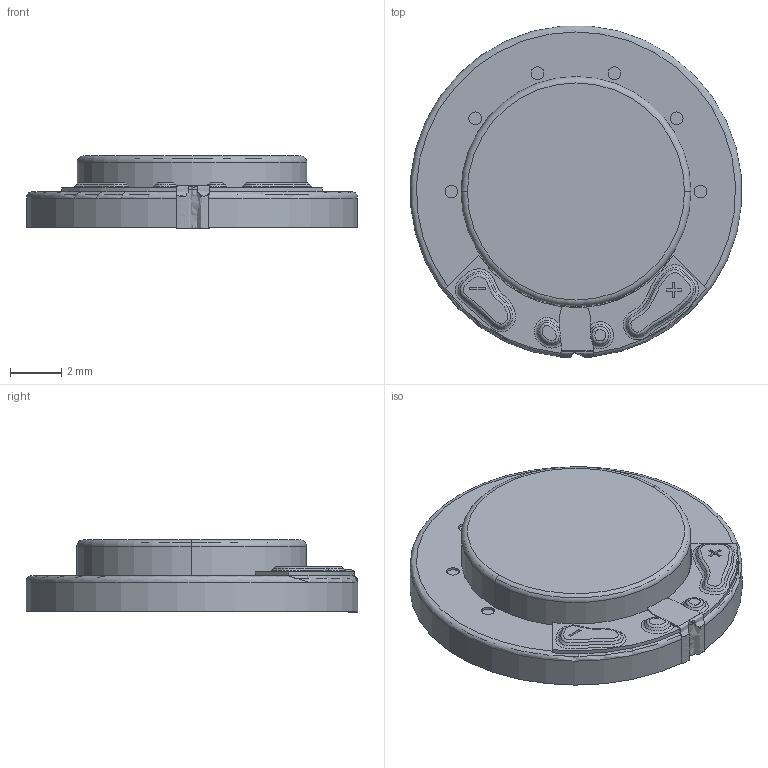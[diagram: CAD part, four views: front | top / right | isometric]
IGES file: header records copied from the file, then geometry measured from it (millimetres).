
Global section: file name: No Iges File Name specified; native system: AutoDesk Inventor R12.0; preprocessor: AutoDesk Inventor Iges Exporter R12.0; date: 20090220.120013; units: millimetre
Bounding box: 12.96 x 12.99 x 2.83 mm (x, y, z)
Volume: 45.2 mm3; surface area: 964.7 mm2
Topology: 7 solids, 7 shells, 137 faces, 327 edges, 214 vertices
Faces by surface type: plane 56, revolution 34, bspline 29, cylinder 15, torus 3
